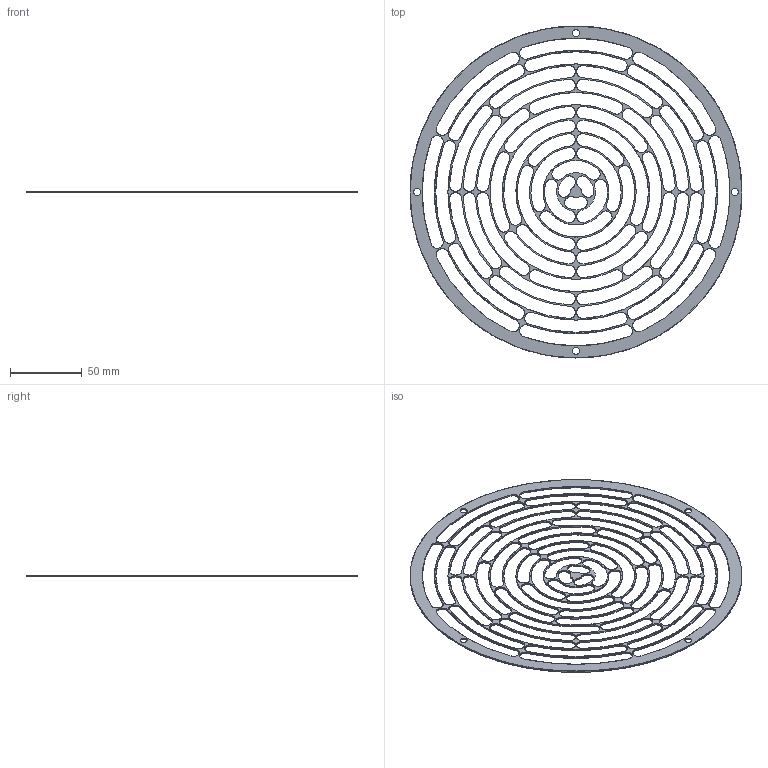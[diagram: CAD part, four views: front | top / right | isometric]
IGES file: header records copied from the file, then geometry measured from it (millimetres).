
Start section: SolidWorks IGES file using analytic representation for surfaces
Global section: file name: 5RE1509_Inlet Guard for DIC 160-180.IGS; native system: SolidWorks 2018; preprocessor: SolidWorks 2018; author: binatti; date: 220310.092853; units: millimetre
Bounding box: 232 x 232 x 1 mm (x, y, z)
Surface area: 30621.9 mm2 (no closed solid volume)
Topology: 0 solids, 0 shells, 562 faces, 8144 edges, 8144 vertices
Faces by surface type: revolution 438, bspline 124
